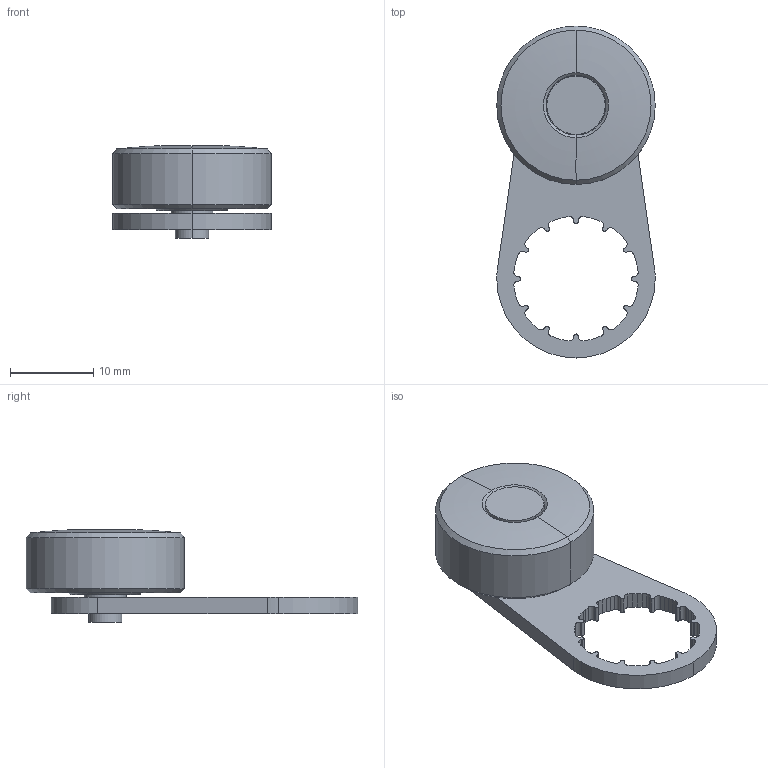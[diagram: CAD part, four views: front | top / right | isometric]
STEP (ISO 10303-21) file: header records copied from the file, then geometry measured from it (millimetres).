
FILE_DESCRIPTION(('STEP AP214'),'1');
FILE_NAME('cctmp_F9395F18-C89A-4DF5-8140-A395712475B2_2023_07_21_11_51_17_0948..stp','2023-07-21T09:51:18',('SIEMENS A&D'),('CADClick - www.CADClick.com'),'Spatial InterOp 3D postprocessed',' ','unknown authorization');
FILE_SCHEMA(('AUTOMOTIVE_DESIGN'));
Length unit declared in the file: millimetre
Products named in the file (4): cc_unnamed; 2023_07_21_11_51_17_0930; 2023_07_21_11_51_17_0927; 2023_07_21_11_51_17_0923
Assembly tree (3 placements, depth 2):
  cc_unnamed
    2023_07_21_11_51_17_0930
    2023_07_21_11_51_17_0927
    2023_07_21_11_51_17_0923
Bounding box: 19 x 39.8 x 11.11 mm (x, y, z)
Volume: 2837.4 mm3; surface area: 2370.9 mm2
Topology: 3 solids, 3 shells, 167 faces, 462 edges, 303 vertices
Faces by surface type: plane 85, cylinder 68, cone 12, torus 2
Entity records: 9007 total; most frequent: DIRECTION 954, CARTESIAN_POINT 934, STYLED_ITEM 933, PRESENTATION_STYLE_ASSIGNMENT 933, ORIENTED_EDGE 920, EDGE_CURVE 460, CURVE_STYLE 460, DRAUGHTING_PRE_DEFINED_CURVE_FONT 460
